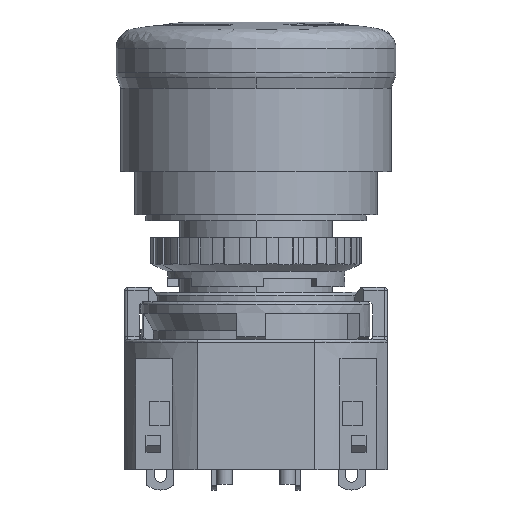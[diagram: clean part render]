
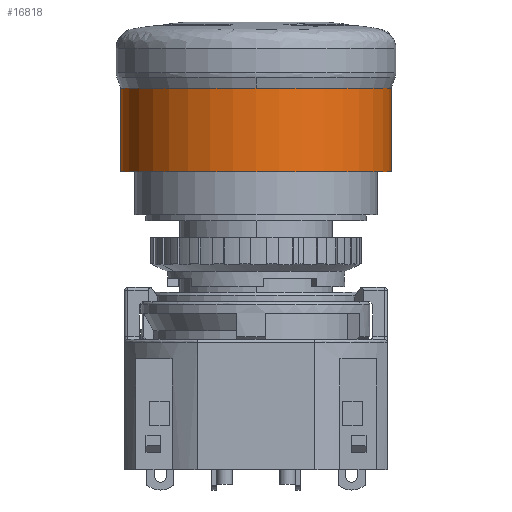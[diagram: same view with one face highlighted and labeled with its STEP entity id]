
A CAD part, front view. The second image highlights one B-rep face of the part: STEP entity #16818.
In plain terms, the highlighted cylindrical face has radius 14 mm (diameter 28 mm), a partial arc.
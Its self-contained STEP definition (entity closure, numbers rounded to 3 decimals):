
#20 = VECTOR ( 'NONE', #18241, 1000. ) ;
#612 = ORIENTED_EDGE ( 'NONE', *, *, #33419, .F. ) ;
#1572 = EDGE_CURVE ( 'NONE', #14502, #7996, #25245, .T. ) ;
#1640 = LINE ( 'NONE', #17417, #24691 ) ;
#4142 = VERTEX_POINT ( 'NONE', #23748 ) ;
#4560 = CYLINDRICAL_SURFACE ( 'NONE', #8933, 14. ) ;
#4728 = FACE_OUTER_BOUND ( 'NONE', #23594, .T. ) ;
#5074 = DIRECTION ( 'NONE',  ( 1., 0., 0. ) ) ;
#5305 = CARTESIAN_POINT ( 'NONE',  ( 0., 0., -6.874 ) ) ;
#6354 = CARTESIAN_POINT ( 'NONE',  ( 14., 0., -6.874 ) ) ;
#7802 = CIRCLE ( 'NONE', #13938, 14. ) ;
#7996 = VERTEX_POINT ( 'NONE', #6354 ) ;
#8129 = DIRECTION ( 'NONE',  ( 1., 0., 0. ) ) ;
#8237 = ORIENTED_EDGE ( 'NONE', *, *, #12439, .T. ) ;
#8933 = AXIS2_PLACEMENT_3D ( 'NONE', #23916, #18184, #5074 ) ;
#10571 = ORIENTED_EDGE ( 'NONE', *, *, #30527, .T. ) ;
#12439 = EDGE_CURVE ( 'NONE', #7996, #28052, #17313, .T. ) ;
#12835 = CARTESIAN_POINT ( 'NONE',  ( 14., 0., -15.5 ) ) ;
#13938 = AXIS2_PLACEMENT_3D ( 'NONE', #23865, #18966, #21419 ) ;
#14466 = DIRECTION ( 'NONE',  ( 0., 0., 1. ) ) ;
#14486 = CARTESIAN_POINT ( 'NONE',  ( 0., -14., -6.874 ) ) ;
#14502 = VERTEX_POINT ( 'NONE', #31129 ) ;
#16152 = DIRECTION ( 'NONE',  ( 0., 0., -1. ) ) ;
#16818 = ADVANCED_FACE ( 'NONE', ( #4728 ), #4560, .T. ) ;
#17313 = CIRCLE ( 'NONE', #32387, 14. ) ;
#17417 = CARTESIAN_POINT ( 'NONE',  ( -14., 0., -15.5 ) ) ;
#18184 = DIRECTION ( 'NONE',  ( 0., 0., 1. ) ) ;
#18241 = DIRECTION ( 'NONE',  ( 0., 0., 1. ) ) ;
#18966 = DIRECTION ( 'NONE',  ( 0., 0., 1. ) ) ;
#21261 = DIRECTION ( 'NONE',  ( 1., 0., 0. ) ) ;
#21419 = DIRECTION ( 'NONE',  ( 1., 0., 0. ) ) ;
#23378 = DIRECTION ( 'NONE',  ( 0., 0., -1. ) ) ;
#23594 = EDGE_LOOP ( 'NONE', ( #612, #30806, #31218, #8237, #10571 ) ) ;
#23748 = CARTESIAN_POINT ( 'NONE',  ( -14., 0., -15.5 ) ) ;
#23865 = CARTESIAN_POINT ( 'NONE',  ( 0., 0., -15.5 ) ) ;
#23916 = CARTESIAN_POINT ( 'NONE',  ( 0., 0., -15.5 ) ) ;
#24691 = VECTOR ( 'NONE', #14466, 1000. ) ;
#25245 = LINE ( 'NONE', #12835, #20 ) ;
#27142 = VERTEX_POINT ( 'NONE', #32286 ) ;
#28052 = VERTEX_POINT ( 'NONE', #14486 ) ;
#29875 = CIRCLE ( 'NONE', #31566, 14. ) ;
#30527 = EDGE_CURVE ( 'NONE', #28052, #27142, #29875, .T. ) ;
#30806 = ORIENTED_EDGE ( 'NONE', *, *, #31734, .T. ) ;
#31129 = CARTESIAN_POINT ( 'NONE',  ( 14., 0., -15.5 ) ) ;
#31218 = ORIENTED_EDGE ( 'NONE', *, *, #1572, .T. ) ;
#31566 = AXIS2_PLACEMENT_3D ( 'NONE', #5305, #16152, #8129 ) ;
#31734 = EDGE_CURVE ( 'NONE', #4142, #14502, #7802, .T. ) ;
#32286 = CARTESIAN_POINT ( 'NONE',  ( -14., 0., -6.874 ) ) ;
#32387 = AXIS2_PLACEMENT_3D ( 'NONE', #34568, #23378, #21261 ) ;
#33419 = EDGE_CURVE ( 'NONE', #4142, #27142, #1640, .T. ) ;
#34568 = CARTESIAN_POINT ( 'NONE',  ( 0., 0., -6.874 ) ) ;
